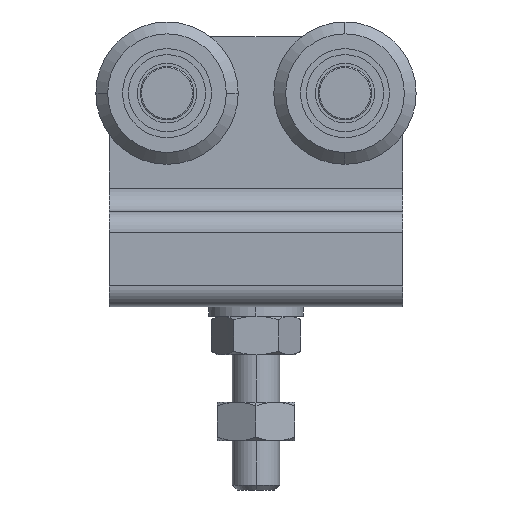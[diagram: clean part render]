
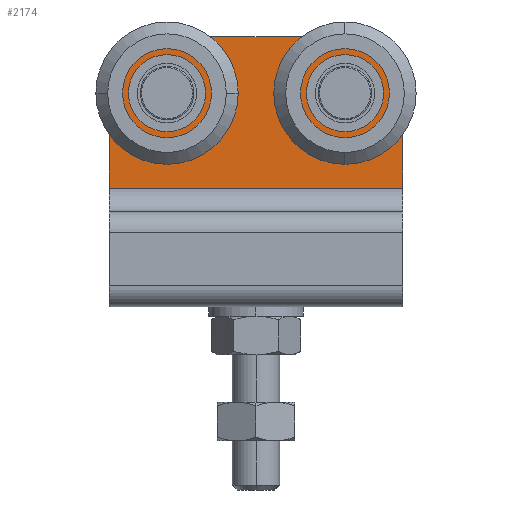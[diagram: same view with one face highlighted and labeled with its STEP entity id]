
A CAD part, left-side view. The second image highlights one B-rep face of the part: STEP entity #2174.
In plain terms, the highlighted planar face has unit normal (-1, 0, 0).
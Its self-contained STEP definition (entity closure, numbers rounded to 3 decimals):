
#4 = EDGE_CURVE ( 'NONE', #1652, #3681, #3239, .T. ) ;
#387 = DIRECTION ( 'NONE',  ( 0., 0., 1. ) ) ;
#464 = AXIS2_PLACEMENT_3D ( 'NONE', #9762, #5030, #8088 ) ;
#670 = DIRECTION ( 'NONE',  ( 0., 1., 0. ) ) ;
#745 = FACE_OUTER_BOUND ( 'NONE', #7828, .T. ) ;
#798 = CARTESIAN_POINT ( 'NONE',  ( -1.25, 15., -5. ) ) ;
#1043 = EDGE_CURVE ( 'NONE', #4008, #8526, #7168, .T. ) ;
#1220 = CARTESIAN_POINT ( 'NONE',  ( -1.25, 24.75, -15. ) ) ;
#1652 = VERTEX_POINT ( 'NONE', #3330 ) ;
#1656 = CARTESIAN_POINT ( 'NONE',  ( -1.25, 24.75, 10.5 ) ) ;
#1676 = EDGE_LOOP ( 'NONE', ( #6143, #5929 ) ) ;
#1683 = EDGE_CURVE ( 'NONE', #9003, #8287, #3482, .T. ) ;
#1777 = ORIENTED_EDGE ( 'NONE', *, *, #1683, .F. ) ;
#2105 = CIRCLE ( 'NONE', #4751, 5. ) ;
#2168 = CARTESIAN_POINT ( 'NONE',  ( -1.25, 15., 0. ) ) ;
#2174 = ADVANCED_FACE ( 'NONE', ( #745, #3114, #7143 ), #9378, .T. ) ;
#2285 = VERTEX_POINT ( 'NONE', #1220 ) ;
#2393 = VECTOR ( 'NONE', #670, 1000. ) ;
#2433 = DIRECTION ( 'NONE',  ( 0., -1., 0. ) ) ;
#2503 = EDGE_CURVE ( 'NONE', #6384, #8287, #6810, .T. ) ;
#2793 = CARTESIAN_POINT ( 'NONE',  ( -1.25, -19.75, 10.5 ) ) ;
#3066 = AXIS2_PLACEMENT_3D ( 'NONE', #2168, #6996, #8518 ) ;
#3114 = FACE_BOUND ( 'NONE', #5170, .T. ) ;
#3239 = LINE ( 'NONE', #4001, #4622 ) ;
#3262 = DIRECTION ( 'NONE',  ( -1., 0., 0. ) ) ;
#3330 = CARTESIAN_POINT ( 'NONE',  ( -1.25, -24.75, -15. ) ) ;
#3482 = CIRCLE ( 'NONE', #8205, 5. ) ;
#3484 = DIRECTION ( 'NONE',  ( 0., 0., 1. ) ) ;
#3501 = DIRECTION ( 'NONE',  ( -1., 0., 0. ) ) ;
#3589 = EDGE_CURVE ( 'NONE', #6522, #5074, #8974, .T. ) ;
#3673 = ORIENTED_EDGE ( 'NONE', *, *, #2503, .T. ) ;
#3681 = VERTEX_POINT ( 'NONE', #5775 ) ;
#3811 = LINE ( 'NONE', #8354, #9856 ) ;
#4001 = CARTESIAN_POINT ( 'NONE',  ( -1.25, -24.75, 10.5 ) ) ;
#4008 = VERTEX_POINT ( 'NONE', #7438 ) ;
#4070 = CARTESIAN_POINT ( 'NONE',  ( -1.25, 24.75, 5.5 ) ) ;
#4622 = VECTOR ( 'NONE', #7171, 1000. ) ;
#4751 = AXIS2_PLACEMENT_3D ( 'NONE', #5175, #8988, #8330 ) ;
#4754 = CARTESIAN_POINT ( 'NONE',  ( -1.25, 24.75, -15. ) ) ;
#4760 = EDGE_CURVE ( 'NONE', #8526, #4008, #2105, .T. ) ;
#5030 = DIRECTION ( 'NONE',  ( 1., 0., 0. ) ) ;
#5074 = VERTEX_POINT ( 'NONE', #7058 ) ;
#5093 = ORIENTED_EDGE ( 'NONE', *, *, #5398, .T. ) ;
#5121 = CARTESIAN_POINT ( 'NONE',  ( -1.25, 19.75, 5.5 ) ) ;
#5146 = AXIS2_PLACEMENT_3D ( 'NONE', #1656, #3262, #7866 ) ;
#5154 = CIRCLE ( 'NONE', #8401, 5. ) ;
#5170 = EDGE_LOOP ( 'NONE', ( #5209, #9667 ) ) ;
#5175 = CARTESIAN_POINT ( 'NONE',  ( -1.25, -15., 0. ) ) ;
#5209 = ORIENTED_EDGE ( 'NONE', *, *, #5255, .T. ) ;
#5255 = EDGE_CURVE ( 'NONE', #5074, #6522, #9895, .T. ) ;
#5259 = ORIENTED_EDGE ( 'NONE', *, *, #9796, .F. ) ;
#5264 = CARTESIAN_POINT ( 'NONE',  ( -1.25, 19.75, 10.5 ) ) ;
#5398 = EDGE_CURVE ( 'NONE', #2285, #1652, #8719, .T. ) ;
#5573 = AXIS2_PLACEMENT_3D ( 'NONE', #8926, #7245, #387 ) ;
#5775 = CARTESIAN_POINT ( 'NONE',  ( -1.25, -24.75, 5.5 ) ) ;
#5826 = ORIENTED_EDGE ( 'NONE', *, *, #9040, .T. ) ;
#5929 = ORIENTED_EDGE ( 'NONE', *, *, #1043, .T. ) ;
#6143 = ORIENTED_EDGE ( 'NONE', *, *, #4760, .T. ) ;
#6338 = CARTESIAN_POINT ( 'NONE',  ( -1.25, -15., 5. ) ) ;
#6384 = VERTEX_POINT ( 'NONE', #2793 ) ;
#6522 = VERTEX_POINT ( 'NONE', #798 ) ;
#6755 = CARTESIAN_POINT ( 'NONE',  ( -1.25, 24.75, 10.5 ) ) ;
#6810 = LINE ( 'NONE', #6755, #2393 ) ;
#6996 = DIRECTION ( 'NONE',  ( 1., 0., 0. ) ) ;
#7058 = CARTESIAN_POINT ( 'NONE',  ( -1.25, 15., 5. ) ) ;
#7143 = FACE_BOUND ( 'NONE', #1676, .T. ) ;
#7168 = CIRCLE ( 'NONE', #464, 5. ) ;
#7171 = DIRECTION ( 'NONE',  ( 0., 0., 1. ) ) ;
#7245 = DIRECTION ( 'NONE',  ( 1., 0., 0. ) ) ;
#7303 = VECTOR ( 'NONE', #2433, 1000. ) ;
#7434 = CARTESIAN_POINT ( 'NONE',  ( -1.25, -19.75, 5.5 ) ) ;
#7438 = CARTESIAN_POINT ( 'NONE',  ( -1.25, -15., -5. ) ) ;
#7793 = ORIENTED_EDGE ( 'NONE', *, *, #4, .T. ) ;
#7811 = DIRECTION ( 'NONE',  ( 0., 0., 1. ) ) ;
#7828 = EDGE_LOOP ( 'NONE', ( #7793, #5826, #3673, #1777, #5259, #5093 ) ) ;
#7866 = DIRECTION ( 'NONE',  ( 0., 0., 1. ) ) ;
#8036 = DIRECTION ( 'NONE',  ( 1., 0., 0. ) ) ;
#8088 = DIRECTION ( 'NONE',  ( 0., 0., 1. ) ) ;
#8205 = AXIS2_PLACEMENT_3D ( 'NONE', #5121, #8036, #3484 ) ;
#8246 = DIRECTION ( 'NONE',  ( 0., 0., -1. ) ) ;
#8287 = VERTEX_POINT ( 'NONE', #5264 ) ;
#8330 = DIRECTION ( 'NONE',  ( 0., 0., 1. ) ) ;
#8354 = CARTESIAN_POINT ( 'NONE',  ( -1.25, 24.75, -35. ) ) ;
#8401 = AXIS2_PLACEMENT_3D ( 'NONE', #7434, #3501, #8246 ) ;
#8518 = DIRECTION ( 'NONE',  ( 0., 0., 1. ) ) ;
#8526 = VERTEX_POINT ( 'NONE', #6338 ) ;
#8719 = LINE ( 'NONE', #4754, #7303 ) ;
#8926 = CARTESIAN_POINT ( 'NONE',  ( -1.25, 15., 0. ) ) ;
#8974 = CIRCLE ( 'NONE', #5573, 5. ) ;
#8988 = DIRECTION ( 'NONE',  ( 1., 0., 0. ) ) ;
#9003 = VERTEX_POINT ( 'NONE', #4070 ) ;
#9040 = EDGE_CURVE ( 'NONE', #3681, #6384, #5154, .T. ) ;
#9378 = PLANE ( 'NONE',  #5146 ) ;
#9667 = ORIENTED_EDGE ( 'NONE', *, *, #3589, .T. ) ;
#9762 = CARTESIAN_POINT ( 'NONE',  ( -1.25, -15., 0. ) ) ;
#9796 = EDGE_CURVE ( 'NONE', #2285, #9003, #3811, .T. ) ;
#9856 = VECTOR ( 'NONE', #7811, 1000. ) ;
#9895 = CIRCLE ( 'NONE', #3066, 5. ) ;
